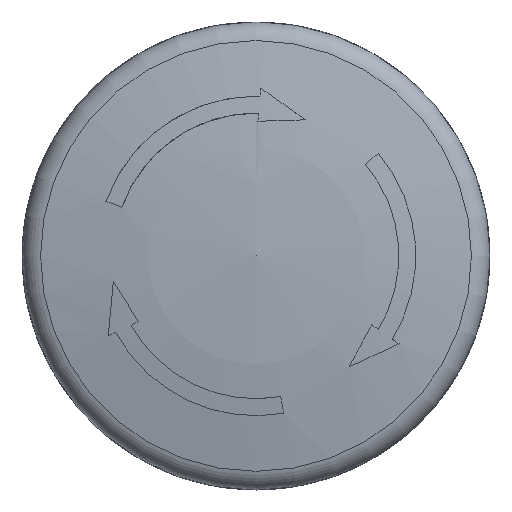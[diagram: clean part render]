
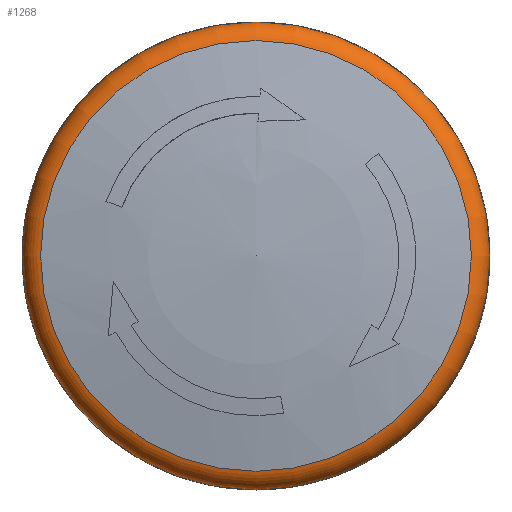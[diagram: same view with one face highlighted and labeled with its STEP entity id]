
A CAD part, top view. The second image highlights one B-rep face of the part: STEP entity #1268.
In plain terms, the highlighted toroidal (fillet/blend) face has major radius 17.95 mm and minor radius 2 mm.
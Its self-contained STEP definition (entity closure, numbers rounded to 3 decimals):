
#1268 = ADVANCED_FACE( '', ( #2899, #2900 ), #2901, .T. );
#2899 = FACE_OUTER_BOUND( '', #5975, .T. );
#2900 = FACE_OUTER_BOUND( '', #5976, .T. );
#2901 = TOROIDAL_SURFACE( '', #5977, 17.95, 2. );
#5975 = EDGE_LOOP( '', ( #10996 ) );
#5976 = EDGE_LOOP( '', ( #10997 ) );
#5977 = AXIS2_PLACEMENT_3D( '', #10998, #10999, #11000 );
#10996 = ORIENTED_EDGE( '', *, *, #15718, .F. );
#10997 = ORIENTED_EDGE( '', *, *, #15719, .T. );
#10998 = CARTESIAN_POINT( '', ( -0.2, 0., 13.317 ) );
#10999 = DIRECTION( '', ( 0., 0., -1. ) );
#11000 = DIRECTION( '', ( 0., 1., 0. ) );
#15718 = EDGE_CURVE( '', #19007, #19007, #19008, .T. );
#15719 = EDGE_CURVE( '', #19009, #19009, #19010, .T. );
#19007 = VERTEX_POINT( '', #25657 );
#19008 = CIRCLE( '', #25658, 19.95 );
#19009 = VERTEX_POINT( '', #25659 );
#19010 = CIRCLE( '', #25660, 18.365 );
#25657 = CARTESIAN_POINT( '', ( -0.2, 19.95, 13.317 ) );
#25658 = AXIS2_PLACEMENT_3D( '', #29491, #29492, #29493 );
#25659 = CARTESIAN_POINT( '', ( -0.2, 18.365, 15.274 ) );
#25660 = AXIS2_PLACEMENT_3D( '', #29494, #29495, #29496 );
#29491 = CARTESIAN_POINT( '', ( -0.2, 0., 13.317 ) );
#29492 = DIRECTION( '', ( 0., 0., -1. ) );
#29493 = DIRECTION( '', ( 0., 1., 0. ) );
#29494 = CARTESIAN_POINT( '', ( -0.2, 0., 15.274 ) );
#29495 = DIRECTION( '', ( 0., 0., -1. ) );
#29496 = DIRECTION( '', ( 0., 1., 0. ) );
